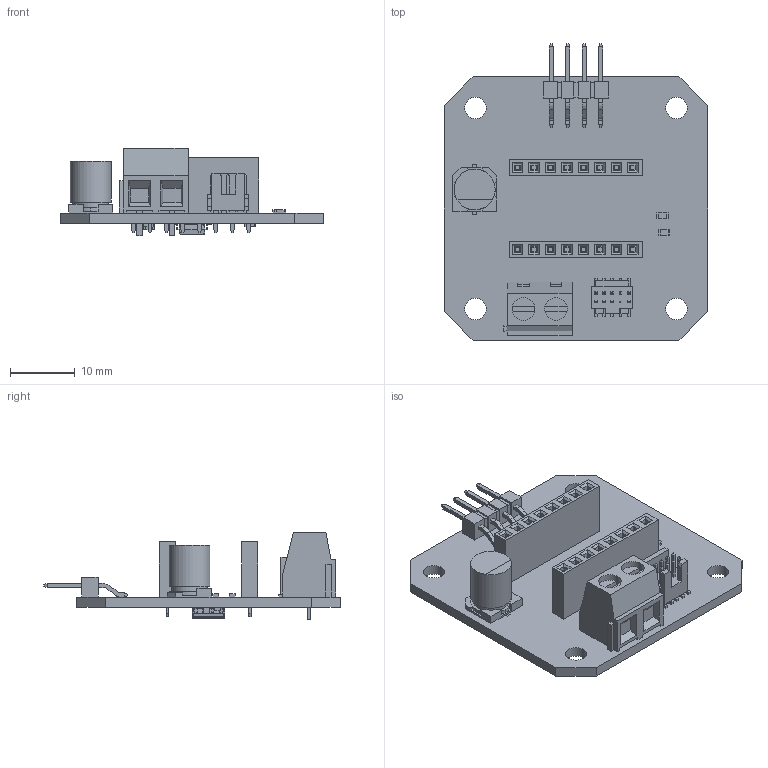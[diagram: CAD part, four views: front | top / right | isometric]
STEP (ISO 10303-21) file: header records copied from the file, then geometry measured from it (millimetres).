
FILE_DESCRIPTION(('Open CASCADE Model'),'2;1');
FILE_NAME('Open CASCADE Shape Model','2020-04-30T12:54:26',('Author'),( 'Open CASCADE'),'Open CASCADE STEP processor 6.8','Open CASCADE 6.8' ,'Unknown');
FILE_SCHEMA(('AUTOMOTIVE_DESIGN { 1 0 10303 214 1 1 1 1 }'));
Length unit declared in the file: millimetre
Products named in the file (1): PCB
Bounding box: 40.64 x 45.73 x 13.5 mm (x, y, z)
Volume: 4336.8 mm3; surface area: 7429.5 mm2
Topology: 40 solids, 223 shells, 1436 faces, 3875 edges, 2789 vertices
Faces by surface type: plane 1289, cylinder 129, sphere 10, bspline 8
Full cylindrical faces by diameter (mm): 0.5 x1, 1.016 x16, 1.1 x2, 3.302 x4, 5.513 x1, 6.3 x1
Entity records: 46422 total; most frequent: CARTESIAN_POINT 8843, DIRECTION 6935, ORIENTED_EDGE 6780, EDGE_CURVE 3865, LINE 3589, VECTOR 3589, VERTEX_POINT 2789, AXIS2_PLACEMENT_3D 1673
